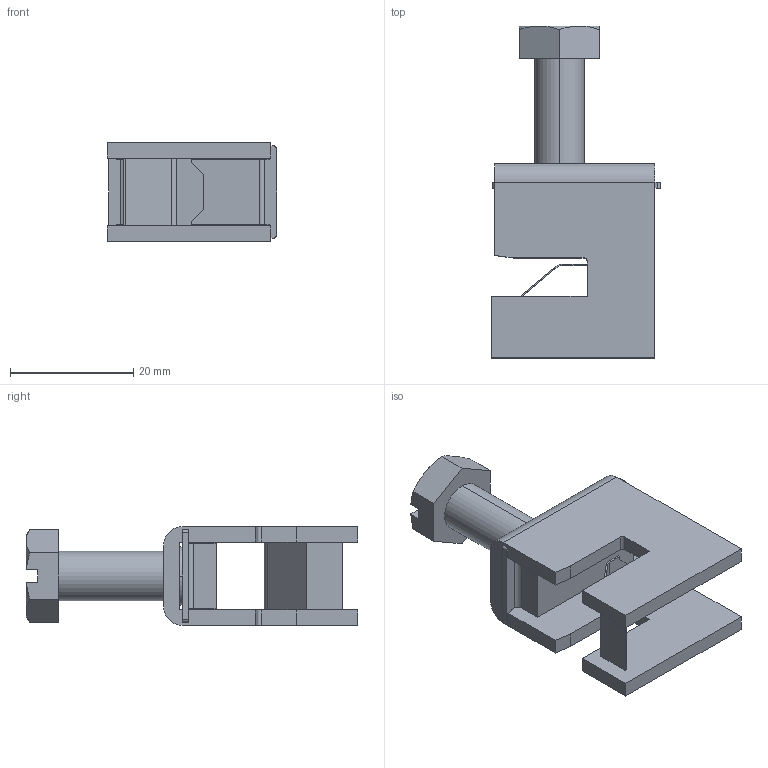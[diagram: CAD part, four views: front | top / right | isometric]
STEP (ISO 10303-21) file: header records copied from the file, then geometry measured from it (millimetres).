
FILE_DESCRIPTION((''),'2;1');
FILE_NAME('ASM8783_ASM','2021-04-16T',('marketing.praksa'),('Audax d.o.o.'),'CREO PARAMETRIC BY PTC INC, 2017480','CREO PARAMETRIC BY PTC INC, 2017480','');
FILE_SCHEMA(('AUTOMOTIVE_DESIGN { 1 0 10303 214 1 1 1 1 }'));
Products named in the file (3): PRT8785; PRT8786; ASM8783_ASM
Assembly tree (2 placements, depth 2):
  ASM8783_ASM
    PRT8785
    PRT8786
Bounding box: 27.4 x 53.8 x 16 mm (x, y, z)
Volume: 7020 mm3; surface area: 6442.2 mm2
Topology: 4 solids, 4 shells, 208 faces, 631 edges, 429 vertices
Faces by surface type: plane 130, cylinder 70, cone 4, torus 4
Entity records: 10857 total; most frequent: CARTESIAN_POINT 1348, ORIENTED_EDGE 1262, DIRECTION 1228, PRESENTATION_STYLE_ASSIGNMENT 843, STYLED_ITEM 843, CURVE_STYLE 631, EDGE_CURVE 631, VERTEX_POINT 429
